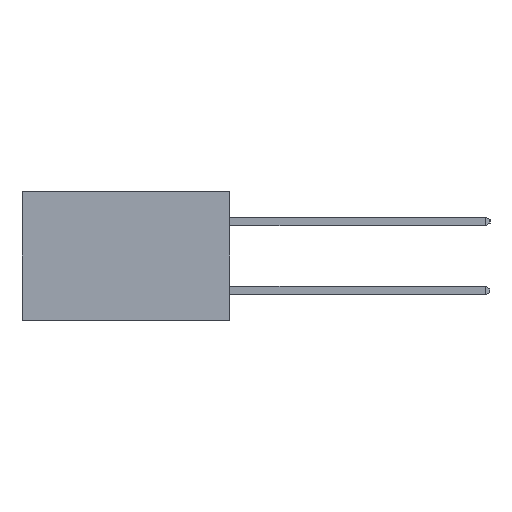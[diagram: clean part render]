
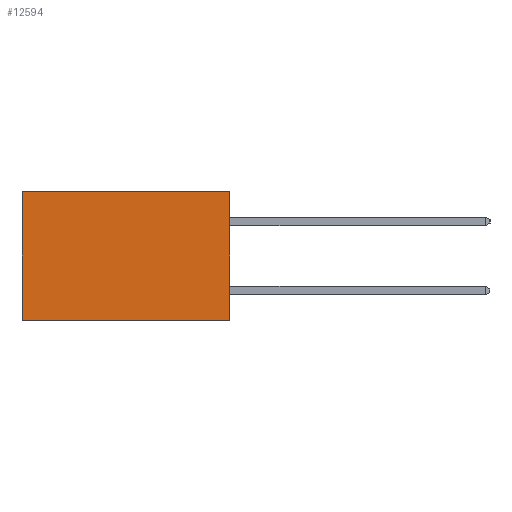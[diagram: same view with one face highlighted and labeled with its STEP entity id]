
A CAD part, left-side view. The second image highlights one B-rep face of the part: STEP entity #12594.
In plain terms, the highlighted planar face has unit normal (-1, 0, 0).
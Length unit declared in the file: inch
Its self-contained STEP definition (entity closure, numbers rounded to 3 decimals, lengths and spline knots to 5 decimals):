
#909 = VECTOR ( 'NONE', #2118, 39.37008 ) ;
#1271 = VECTOR ( 'NONE', #12799, 39.37008 ) ;
#1322 = EDGE_CURVE ( 'NONE', #7115, #5057, #2712, .T. ) ;
#2118 = DIRECTION ( 'NONE',  ( 0., 0., -1. ) ) ;
#2152 = CARTESIAN_POINT ( 'NONE',  ( 0.298, 0.6, 0. ) ) ;
#2259 = LINE ( 'NONE', #9873, #10260 ) ;
#2712 = LINE ( 'NONE', #8992, #4509 ) ;
#2768 = ORIENTED_EDGE ( 'NONE', *, *, #7914, .F. ) ;
#2881 = DIRECTION ( 'NONE',  ( 0., 0., -1. ) ) ;
#4087 = EDGE_CURVE ( 'NONE', #7251, #11483, #6771, .T. ) ;
#4349 = CARTESIAN_POINT ( 'NONE',  ( 0.298, 0., 0. ) ) ;
#4509 = VECTOR ( 'NONE', #2881, 39.37008 ) ;
#5057 = VERTEX_POINT ( 'NONE', #10514 ) ;
#5175 = DIRECTION ( 'NONE',  ( 0., 1., 0. ) ) ;
#5415 = DIRECTION ( 'NONE',  ( 1., 0., 0. ) ) ;
#5749 = CARTESIAN_POINT ( 'NONE',  ( 0.298, 0., 0. ) ) ;
#6101 = CARTESIAN_POINT ( 'NONE',  ( 0.298, 0., -0.37 ) ) ;
#6287 = AXIS2_PLACEMENT_3D ( 'NONE', #4349, #5415, #12647 ) ;
#6771 = LINE ( 'NONE', #5749, #909 ) ;
#7115 = VERTEX_POINT ( 'NONE', #2152 ) ;
#7251 = VERTEX_POINT ( 'NONE', #9825 ) ;
#7853 = EDGE_CURVE ( 'NONE', #7251, #7115, #2259, .T. ) ;
#7914 = EDGE_CURVE ( 'NONE', #11483, #5057, #9927, .T. ) ;
#8578 = FACE_OUTER_BOUND ( 'NONE', #9740, .T. ) ;
#8992 = CARTESIAN_POINT ( 'NONE',  ( 0.298, 0.6, 0. ) ) ;
#9740 = EDGE_LOOP ( 'NONE', ( #11059, #2768, #11918, #10282 ) ) ;
#9825 = CARTESIAN_POINT ( 'NONE',  ( 0.298, 0., 0. ) ) ;
#9873 = CARTESIAN_POINT ( 'NONE',  ( 0.298, 0., 0. ) ) ;
#9927 = LINE ( 'NONE', #10578, #1271 ) ;
#10260 = VECTOR ( 'NONE', #5175, 39.37008 ) ;
#10282 = ORIENTED_EDGE ( 'NONE', *, *, #7853, .T. ) ;
#10514 = CARTESIAN_POINT ( 'NONE',  ( 0.298, 0.6, -0.37 ) ) ;
#10578 = CARTESIAN_POINT ( 'NONE',  ( 0.298, 0., -0.37 ) ) ;
#10627 = PLANE ( 'NONE',  #6287 ) ;
#11059 = ORIENTED_EDGE ( 'NONE', *, *, #1322, .T. ) ;
#11483 = VERTEX_POINT ( 'NONE', #6101 ) ;
#11918 = ORIENTED_EDGE ( 'NONE', *, *, #4087, .F. ) ;
#12594 = ADVANCED_FACE ( 'NONE', ( #8578 ), #10627, .F. ) ;
#12647 = DIRECTION ( 'NONE',  ( 0., 0., -1. ) ) ;
#12799 = DIRECTION ( 'NONE',  ( 0., 1., 0. ) ) ;
